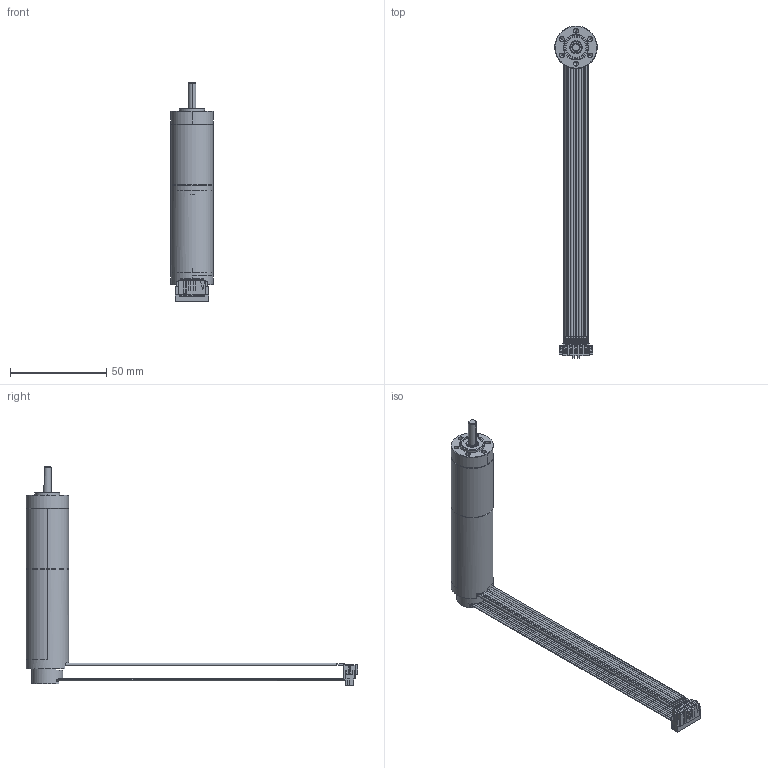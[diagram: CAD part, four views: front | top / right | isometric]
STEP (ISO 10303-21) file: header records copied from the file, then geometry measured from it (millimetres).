
FILE_DESCRIPTION((''),'2;1');
FILE_NAME('4611180000598_ASM_SW0001','2023-12-19T17:00:05',('ms27786'),(''),'CREO PARAMETRIC BY PTC INC, 2018100','CREO PARAMETRIC BY PTC INC, 2018100','');
FILE_SCHEMA(('CONFIG_CONTROL_DESIGN'));
Length unit declared in the file: millimetre
Products named in the file (1): 4611180000598_ASM_SW0001
Bounding box: 22 x 171.88 x 113.29 mm (x, y, z)
Volume: 17543.2 mm3; surface area: 30176.2 mm2
Topology: 1 solids, 3 shells, 1950 faces, 5575 edges, 3667 vertices
Faces by surface type: plane 1074, cylinder 501, cone 195, extrusion 112, torus 50, bspline 18
Entity records: 70673 total; most frequent: CARTESIAN_POINT 19294, ORIENTED_EDGE 11110, DIRECTION 10249, EDGE_CURVE 5555, VERTEX_POINT 3667, VECTOR 3601, LINE 3489, AXIS2_PLACEMENT_3D 3324
